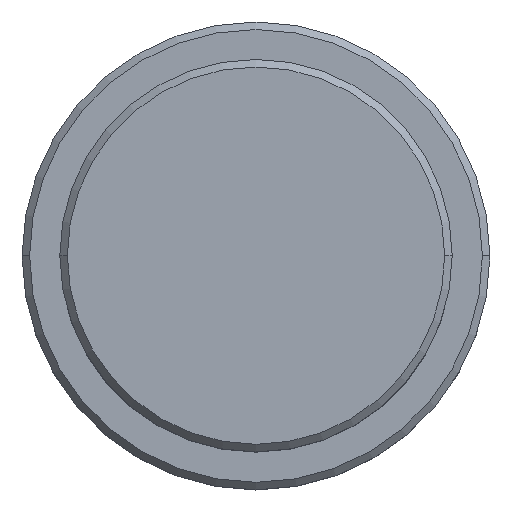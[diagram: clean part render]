
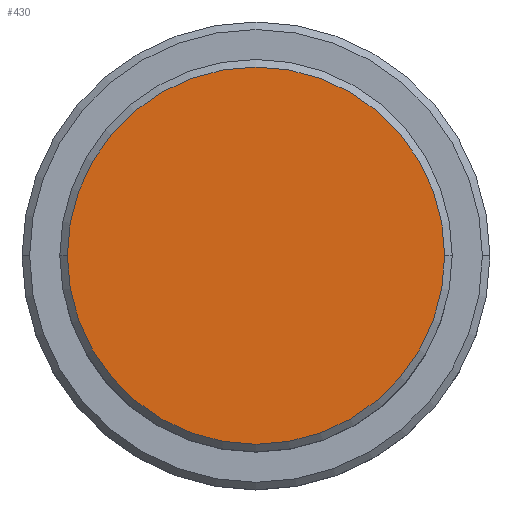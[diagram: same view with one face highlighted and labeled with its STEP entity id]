
A CAD part, top view. The second image highlights one B-rep face of the part: STEP entity #430.
In plain terms, the highlighted planar face has unit normal (0, 0, 1).
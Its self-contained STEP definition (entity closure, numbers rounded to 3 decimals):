
#50 = DIRECTION ( 'NONE',  ( 1., 0., 0. ) ) ;
#80 = AXIS2_PLACEMENT_3D ( 'NONE', #969, #1403, #864 ) ;
#150 = CIRCLE ( 'NONE', #80, 12.5 ) ;
#163 = DIRECTION ( 'NONE',  ( 0., 0., 1. ) ) ;
#260 = DIRECTION ( 'NONE',  ( 0., 0., 1. ) ) ;
#277 = CARTESIAN_POINT ( 'NONE',  ( 12.5, 0., 0. ) ) ;
#421 = CIRCLE ( 'NONE', #445, 12.5 ) ;
#430 = ADVANCED_FACE ( 'NONE', ( #984 ), #593, .T. ) ;
#445 = AXIS2_PLACEMENT_3D ( 'NONE', #1150, #163, #50 ) ;
#479 = CARTESIAN_POINT ( 'NONE',  ( -12.5, 0., 0. ) ) ;
#542 = VERTEX_POINT ( 'NONE', #277 ) ;
#569 = ORIENTED_EDGE ( 'NONE', *, *, #759, .T. ) ;
#593 = PLANE ( 'NONE',  #1344 ) ;
#627 = EDGE_LOOP ( 'NONE', ( #1398, #569 ) ) ;
#759 = EDGE_CURVE ( 'NONE', #542, #815, #150, .T. ) ;
#815 = VERTEX_POINT ( 'NONE', #479 ) ;
#864 = DIRECTION ( 'NONE',  ( 1., 0., 0. ) ) ;
#924 = DIRECTION ( 'NONE',  ( 1., 0., 0. ) ) ;
#940 = EDGE_CURVE ( 'NONE', #815, #542, #421, .T. ) ;
#969 = CARTESIAN_POINT ( 'NONE',  ( 0., 0., 0. ) ) ;
#984 = FACE_OUTER_BOUND ( 'NONE', #627, .T. ) ;
#1150 = CARTESIAN_POINT ( 'NONE',  ( 0., 0., 0. ) ) ;
#1227 = CARTESIAN_POINT ( 'NONE',  ( 0., 0., 0. ) ) ;
#1344 = AXIS2_PLACEMENT_3D ( 'NONE', #1227, #260, #924 ) ;
#1398 = ORIENTED_EDGE ( 'NONE', *, *, #940, .T. ) ;
#1403 = DIRECTION ( 'NONE',  ( 0., 0., 1. ) ) ;
